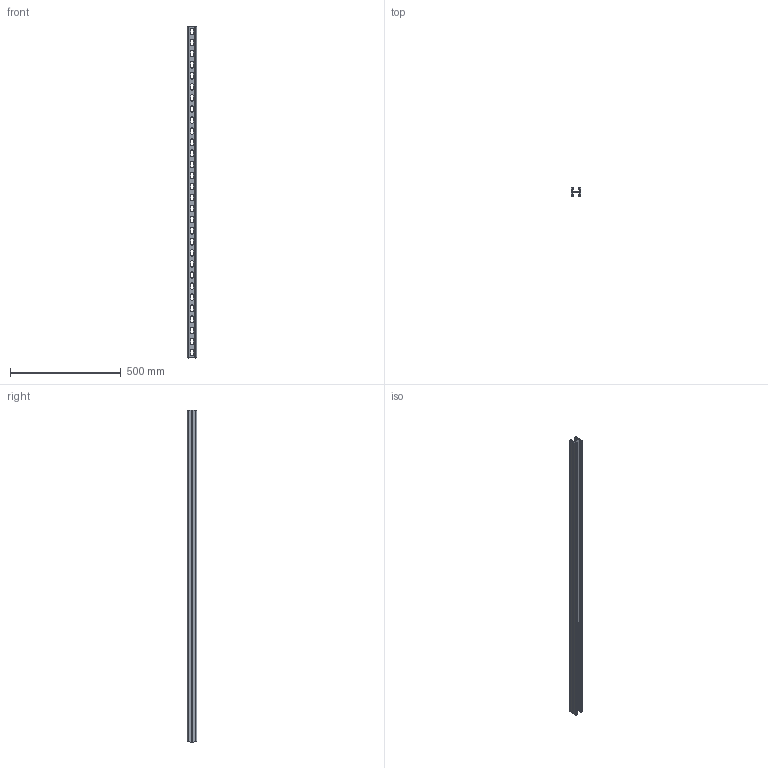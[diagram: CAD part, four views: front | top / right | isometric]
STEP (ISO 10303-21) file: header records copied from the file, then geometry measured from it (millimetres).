
FILE_DESCRIPTION (( 'STEP AP203' ), '1' );
FILE_NAME ('Äâîéíîé STRUT-ïðîôèëü_h21-L1500.step', '2022-01-25T09:22:19', ( '' ), ( '' ), 'SwSTEP 2.0', 'SolidWorks 2017', '' );
FILE_SCHEMA (( 'CONFIG_CONTROL_DESIGN' ));
Length unit declared in the file: millimetre
Products named in the file (2): Äâîéíîé STRUT-ïðîôèëü_h21-L1500; STRUT-镳铘桦黖h21-1500
Assembly tree (2 placements, depth 2):
  Äâîéíîé STRUT-ïðîôèëü_h21-L1500
    STRUT-镳铘桦黖h21-1500  x2
Bounding box: 41 x 42 x 1500 mm (x, y, z)
Volume: 649369.8 mm3; surface area: 561883.4 mm2
Topology: 2 solids, 2 shells, 3488 faces, 10452 edges, 6968 vertices
Faces by surface type: plane 3356, cylinder 132
Entity records: 57990 total; most frequent: CARTESIAN_POINT 10459, ORIENTED_EDGE 10452, DIRECTION 8856, EDGE_CURVE 5226, VECTOR 5094, LINE 5094, VERTEX_POINT 3484, AXIS2_PLACEMENT_3D 1881
